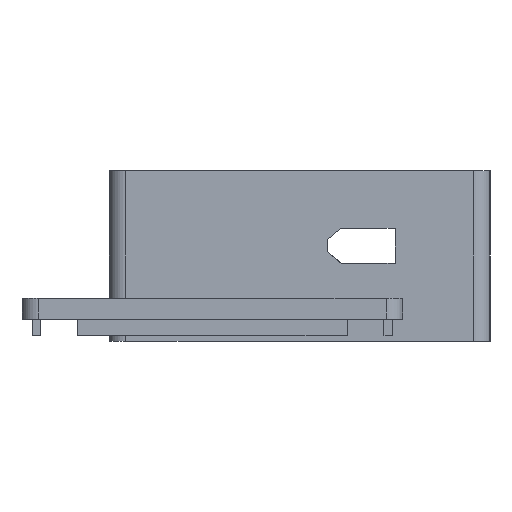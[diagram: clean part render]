
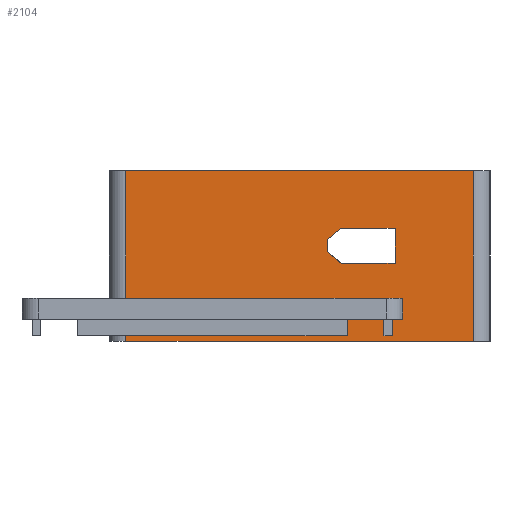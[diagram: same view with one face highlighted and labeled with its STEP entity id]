
A CAD part, left-side view. The second image highlights one B-rep face of the part: STEP entity #2104.
In plain terms, the highlighted planar face has unit normal (-1, 0, 0).
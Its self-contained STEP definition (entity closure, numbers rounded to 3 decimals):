
#107=FACE_BOUND('',#278,.T.);
#149=FACE_OUTER_BOUND('',#277,.T.);
#277=EDGE_LOOP('',(#1529,#1530,#1531,#1532));
#278=EDGE_LOOP('',(#1533,#1534,#1535,#1536,#1537,#1538,#1539,#1540));
#426=LINE('',#3060,#677);
#431=LINE('',#3079,#682);
#434=LINE('',#3085,#685);
#437=LINE('',#3091,#688);
#440=LINE('',#3097,#691);
#443=LINE('',#3103,#694);
#446=LINE('',#3109,#697);
#449=LINE('',#3115,#700);
#452=LINE('',#3119,#703);
#486=LINE('',#3188,#737);
#490=LINE('',#3195,#741);
#491=LINE('',#3197,#742);
#677=VECTOR('',#2450,10.);
#682=VECTOR('',#2465,10.);
#685=VECTOR('',#2470,10.);
#688=VECTOR('',#2475,10.);
#691=VECTOR('',#2480,10.);
#694=VECTOR('',#2485,10.);
#697=VECTOR('',#2490,10.);
#700=VECTOR('',#2495,10.);
#703=VECTOR('',#2500,10.);
#737=VECTOR('',#2542,10.);
#741=VECTOR('',#2548,10.);
#742=VECTOR('',#2551,10.);
#922=VERTEX_POINT('',#3057);
#923=VERTEX_POINT('',#3059);
#931=VERTEX_POINT('',#3076);
#932=VERTEX_POINT('',#3078);
#934=VERTEX_POINT('',#3084);
#936=VERTEX_POINT('',#3090);
#938=VERTEX_POINT('',#3096);
#940=VERTEX_POINT('',#3102);
#942=VERTEX_POINT('',#3108);
#944=VERTEX_POINT('',#3114);
#975=VERTEX_POINT('',#3187);
#977=VERTEX_POINT('',#3193);
#1121=EDGE_CURVE('',#922,#923,#426,.T.);
#1130=EDGE_CURVE('',#932,#931,#431,.T.);
#1133=EDGE_CURVE('',#934,#932,#434,.T.);
#1136=EDGE_CURVE('',#936,#934,#437,.T.);
#1139=EDGE_CURVE('',#938,#936,#440,.T.);
#1142=EDGE_CURVE('',#940,#938,#443,.T.);
#1145=EDGE_CURVE('',#942,#940,#446,.T.);
#1148=EDGE_CURVE('',#944,#942,#449,.T.);
#1151=EDGE_CURVE('',#931,#944,#452,.T.);
#1185=EDGE_CURVE('',#975,#923,#486,.T.);
#1189=EDGE_CURVE('',#977,#922,#490,.T.);
#1190=EDGE_CURVE('',#977,#975,#491,.T.);
#1529=ORIENTED_EDGE('',*,*,#1189,.F.);
#1530=ORIENTED_EDGE('',*,*,#1190,.T.);
#1531=ORIENTED_EDGE('',*,*,#1185,.T.);
#1532=ORIENTED_EDGE('',*,*,#1121,.F.);
#1533=ORIENTED_EDGE('',*,*,#1142,.T.);
#1534=ORIENTED_EDGE('',*,*,#1139,.T.);
#1535=ORIENTED_EDGE('',*,*,#1136,.T.);
#1536=ORIENTED_EDGE('',*,*,#1133,.T.);
#1537=ORIENTED_EDGE('',*,*,#1130,.T.);
#1538=ORIENTED_EDGE('',*,*,#1151,.T.);
#1539=ORIENTED_EDGE('',*,*,#1148,.T.);
#1540=ORIENTED_EDGE('',*,*,#1145,.T.);
#2010=PLANE('',#2246);
#2104=ADVANCED_FACE('',(#149,#107),#2010,.T.);
#2246=AXIS2_PLACEMENT_3D('',#3196,#2549,#2550);
#2450=DIRECTION('',(0.,1.,0.));
#2465=DIRECTION('',(0.,-0.003,-1.));
#2470=DIRECTION('',(0.,-1.,0.007));
#2475=DIRECTION('',(0.,-0.765,0.644));
#2480=DIRECTION('',(0.,0.,1.));
#2485=DIRECTION('',(0.,0.77,0.639));
#2490=DIRECTION('',(0.,0.946,0.323));
#2495=DIRECTION('',(0.,1.,0.));
#2500=DIRECTION('',(0.,0.,-1.));
#2542=DIRECTION('',(0.,0.,-1.));
#2548=DIRECTION('',(0.,0.,-1.));
#2549=DIRECTION('center_axis',(-1.,0.,0.));
#2550=DIRECTION('ref_axis',(0.,0.,1.));
#2551=DIRECTION('',(0.,1.,0.));
#3057=CARTESIAN_POINT('',(-21.6,-132.95,-26.));
#3059=CARTESIAN_POINT('',(-21.6,-49.191,-26.));
#3060=CARTESIAN_POINT('',(-21.6,-50.191,-26.));
#3076=CARTESIAN_POINT('',(-21.6,-114.078,0.814));
#3078=CARTESIAN_POINT('',(-21.6,-114.076,1.214));
#3079=CARTESIAN_POINT('',(-21.6,-114.107,-9.309));
#3084=CARTESIAN_POINT('',(-21.6,-100.868,1.128));
#3085=CARTESIAN_POINT('',(-21.6,-78.462,0.982));
#3090=CARTESIAN_POINT('',(-21.6,-97.687,-1.552));
#3091=CARTESIAN_POINT('',(-21.6,-81.005,-15.604));
#3096=CARTESIAN_POINT('',(-21.6,-97.687,-4.491));
#3097=CARTESIAN_POINT('',(-21.6,-97.687,-12.245));
#3102=CARTESIAN_POINT('',(-21.6,-100.907,-7.162));
#3103=CARTESIAN_POINT('',(-21.6,-90.818,1.208));
#3108=CARTESIAN_POINT('',(-21.6,-101.115,-7.233));
#3109=CARTESIAN_POINT('',(-21.6,-82.954,-1.028));
#3114=CARTESIAN_POINT('',(-21.6,-114.078,-7.233));
#3115=CARTESIAN_POINT('',(-21.6,-85.134,-7.233));
#3119=CARTESIAN_POINT('',(-21.6,-114.078,-9.593));
#3187=CARTESIAN_POINT('',(-21.6,-49.191,15.));
#3188=CARTESIAN_POINT('',(-21.6,-49.191,19.));
#3193=CARTESIAN_POINT('',(-21.6,-132.95,15.));
#3195=CARTESIAN_POINT('',(-21.6,-132.95,-20.));
#3196=CARTESIAN_POINT('Origin',(-21.6,-56.191,-20.));
#3197=CARTESIAN_POINT('',(-21.6,-56.191,15.));
